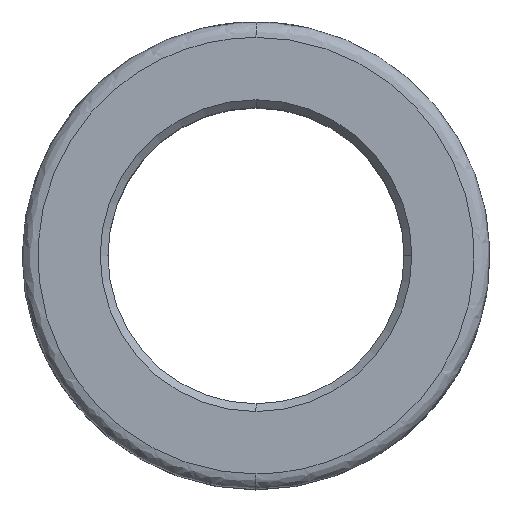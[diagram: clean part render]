
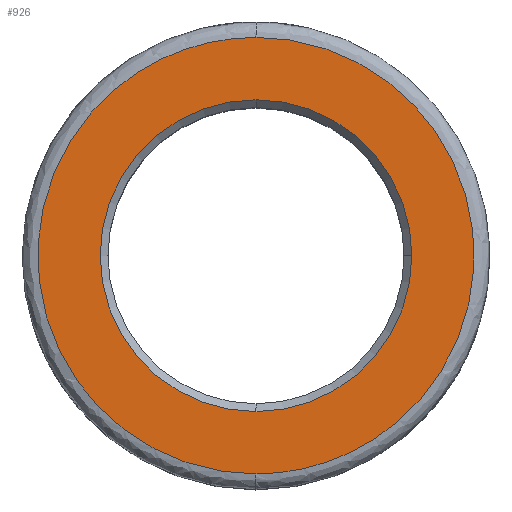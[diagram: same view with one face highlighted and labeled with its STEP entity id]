
A CAD part, top view. The second image highlights one B-rep face of the part: STEP entity #926.
In plain terms, the highlighted planar face has unit normal (0, 0, 1).
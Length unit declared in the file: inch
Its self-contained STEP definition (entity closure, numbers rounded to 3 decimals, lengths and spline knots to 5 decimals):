
#11 = CARTESIAN_POINT ( 'NONE',  ( 0., 0., 0. ) ) ;
#24 = CARTESIAN_POINT ( 'NONE',  ( 0., 0., 0. ) ) ;
#37 = EDGE_LOOP ( 'NONE', ( #591, #865, #827 ) ) ;
#48 = VERTEX_POINT ( 'NONE', #544 ) ;
#57 = DIRECTION ( 'NONE',  ( 1., 0., 0. ) ) ;
#67 = VERTEX_POINT ( 'NONE', #1184 ) ;
#93 = EDGE_CURVE ( 'NONE', #631, #48, #461, .T. ) ;
#114 = EDGE_CURVE ( 'NONE', #48, #631, #1124, .T. ) ;
#159 = CARTESIAN_POINT ( 'NONE',  ( 1.10236, 0.55118, 0. ) ) ;
#244 = CARTESIAN_POINT ( 'NONE',  ( -1.10236, -0.55118, 0. ) ) ;
#250 = CARTESIAN_POINT ( 'NONE',  ( 0., 0.55118, 0. ) ) ;
#300 = DIRECTION ( 'NONE',  ( 1., 0., 0. ) ) ;
#313 = AXIS2_PLACEMENT_3D ( 'NONE', #901, #1070, #889 ) ;
#353 = CIRCLE ( 'NONE', #1197, 0.3937 ) ;
#386 = DIRECTION ( 'NONE',  ( 0., 0., 1. ) ) ;
#442 = CARTESIAN_POINT ( 'NONE',  ( 0., -0.55118, 0. ) ) ;
#461 =( BOUNDED_CURVE ( )  B_SPLINE_CURVE ( 3, ( #250, #159, #1092, #442 ),
 .UNSPECIFIED., .F., .T. ) 
 B_SPLINE_CURVE_WITH_KNOTS ( ( 4, 4 ),
 ( 0., 1. ),
 .UNSPECIFIED. ) 
 CURVE ( )  GEOMETRIC_REPRESENTATION_ITEM ( )  RATIONAL_B_SPLINE_CURVE ( ( 1., 0.333, 0.333, 1. ) ) 
 REPRESENTATION_ITEM ( '' )  );
#485 = VERTEX_POINT ( 'NONE', #873 ) ;
#492 = ORIENTED_EDGE ( 'NONE', *, *, #114, .F. ) ;
#526 = CARTESIAN_POINT ( 'NONE',  ( 0., 0.55118, 0. ) ) ;
#539 = EDGE_LOOP ( 'NONE', ( #492, #676 ) ) ;
#544 = CARTESIAN_POINT ( 'NONE',  ( 0., -0.55118, 0. ) ) ;
#576 = DIRECTION ( 'NONE',  ( 1., 0., 0. ) ) ;
#582 = EDGE_CURVE ( 'NONE', #485, #67, #882, .T. ) ;
#591 = ORIENTED_EDGE ( 'NONE', *, *, #913, .F. ) ;
#620 = VERTEX_POINT ( 'NONE', #628 ) ;
#628 = CARTESIAN_POINT ( 'NONE',  ( 0., -0.3937, 0. ) ) ;
#631 = VERTEX_POINT ( 'NONE', #526 ) ;
#636 = CARTESIAN_POINT ( 'NONE',  ( -1.10236, 0.55118, 0. ) ) ;
#676 = ORIENTED_EDGE ( 'NONE', *, *, #93, .F. ) ;
#732 = DIRECTION ( 'NONE',  ( 0., 0., 1. ) ) ;
#756 = AXIS2_PLACEMENT_3D ( 'NONE', #906, #732, #57 ) ;
#762 = DIRECTION ( 'NONE',  ( 0., 0., 1. ) ) ;
#771 = FACE_BOUND ( 'NONE', #37, .T. ) ;
#823 = CIRCLE ( 'NONE', #1093, 0.3937 ) ;
#825 = EDGE_CURVE ( 'NONE', #620, #485, #823, .T. ) ;
#827 = ORIENTED_EDGE ( 'NONE', *, *, #825, .F. ) ;
#865 = ORIENTED_EDGE ( 'NONE', *, *, #582, .F. ) ;
#873 = CARTESIAN_POINT ( 'NONE',  ( 0.3937, 0., 0. ) ) ;
#874 = PLANE ( 'NONE',  #313 ) ;
#882 = CIRCLE ( 'NONE', #756, 0.3937 ) ;
#889 = DIRECTION ( 'NONE',  ( -1., 0., 0. ) ) ;
#901 = CARTESIAN_POINT ( 'NONE',  ( 0., 0., 0. ) ) ;
#906 = CARTESIAN_POINT ( 'NONE',  ( 0., 0., 0. ) ) ;
#913 = EDGE_CURVE ( 'NONE', #67, #620, #353, .T. ) ;
#926 = ADVANCED_FACE ( 'NONE', ( #771, #1173 ), #874, .F. ) ;
#1011 = CARTESIAN_POINT ( 'NONE',  ( 0., 0.55118, 0. ) ) ;
#1070 = DIRECTION ( 'NONE',  ( 0., 0., -1. ) ) ;
#1092 = CARTESIAN_POINT ( 'NONE',  ( 1.10236, -0.55118, 0. ) ) ;
#1093 = AXIS2_PLACEMENT_3D ( 'NONE', #24, #762, #300 ) ;
#1124 =( BOUNDED_CURVE ( )  B_SPLINE_CURVE ( 3, ( #1196, #244, #636, #1011 ),
 .UNSPECIFIED., .F., .T. ) 
 B_SPLINE_CURVE_WITH_KNOTS ( ( 4, 4 ),
 ( 0., 1. ),
 .UNSPECIFIED. ) 
 CURVE ( )  GEOMETRIC_REPRESENTATION_ITEM ( )  RATIONAL_B_SPLINE_CURVE ( ( 1., 0.333, 0.333, 1. ) ) 
 REPRESENTATION_ITEM ( '' )  );
#1173 = FACE_OUTER_BOUND ( 'NONE', #539, .T. ) ;
#1184 = CARTESIAN_POINT ( 'NONE',  ( 0., 0.3937, 0. ) ) ;
#1196 = CARTESIAN_POINT ( 'NONE',  ( 0., -0.55118, 0. ) ) ;
#1197 = AXIS2_PLACEMENT_3D ( 'NONE', #11, #386, #576 ) ;
